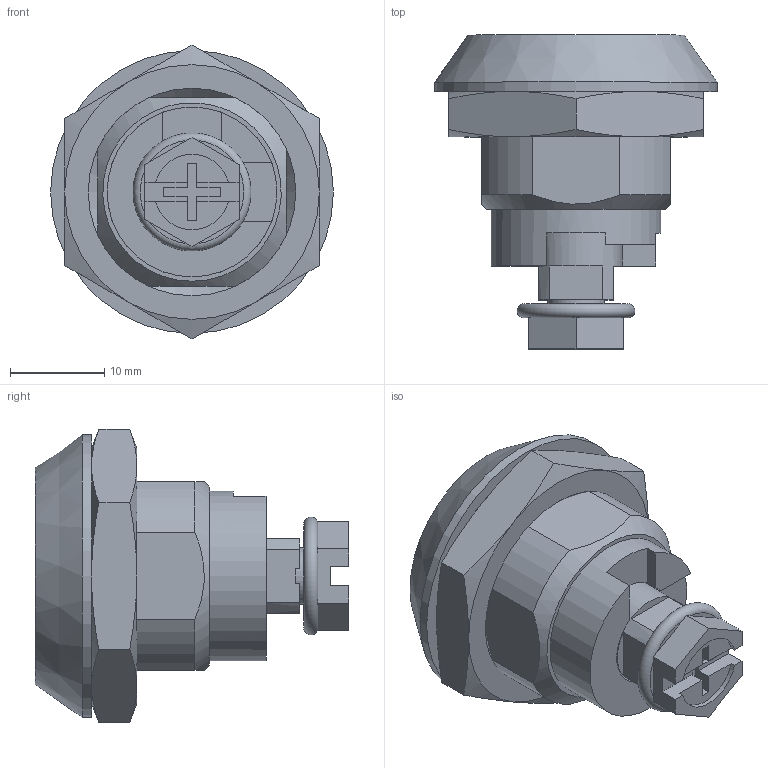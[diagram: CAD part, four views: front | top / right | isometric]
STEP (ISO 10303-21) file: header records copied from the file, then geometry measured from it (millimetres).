
FILE_DESCRIPTION( ( 'STEP AP214' ), '1' );
FILE_NAME( '0K0524.181_.stp', '2020-12-16T09:41:53', ( '' ), ( '' ), ' ', 'PARTsolutions', ' ' );
FILE_SCHEMA( ( 'AUTOMOTIVE_DESIGN { 1 0 10303 214 1 1 1 1 }' ) );
Length unit declared in the file: millimetre
Products named in the file (5): 0K0524.181_; _22_K0524_huelse; _k0518_mutter_22; _k0524_betaetigung_6; _k0522_schraube_6
Assembly tree (4 placements, depth 2):
  0K0524.181_
    _22_K0524_huelse
    _k0518_mutter_22
    _k0524_betaetigung_6
    _k0522_schraube_6
Bounding box: 30 x 33.3 x 31.18 mm (x, y, z)
Volume: 9286 mm3; surface area: 7932 mm2
Topology: 4 solids, 4 shells, 155 faces, 381 edges, 244 vertices
Faces by surface type: plane 105, cylinder 29, cone 20, torus 1
Full cylindrical faces by diameter (mm): 4.917 x1, 5.5 x1, 6 x1, 9.8 x1, 10 x1, 12 x1, 12.4 x1, 15.3 x1, 15.8 x1, 16 x1, 18 x1, 18.4 x1, 19.294 x1, 30 x1
Entity records: 5840 total; most frequent: CARTESIAN_POINT 941, DIRECTION 756, ORIENTED_EDGE 704, EDGE_CURVE 352, AXIS2_PLACEMENT_3D 276, VERTEX_POINT 237, LINE 204, VECTOR 204
